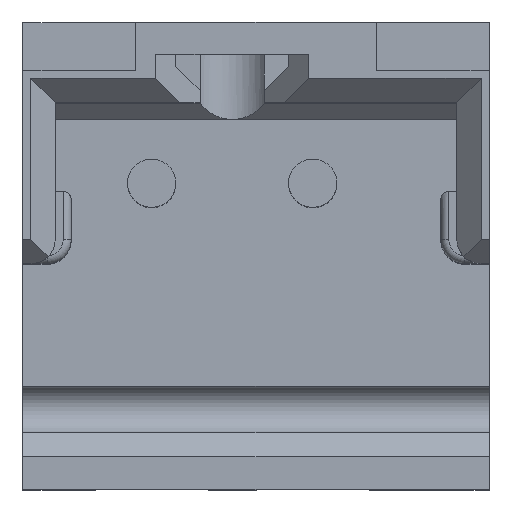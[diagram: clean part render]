
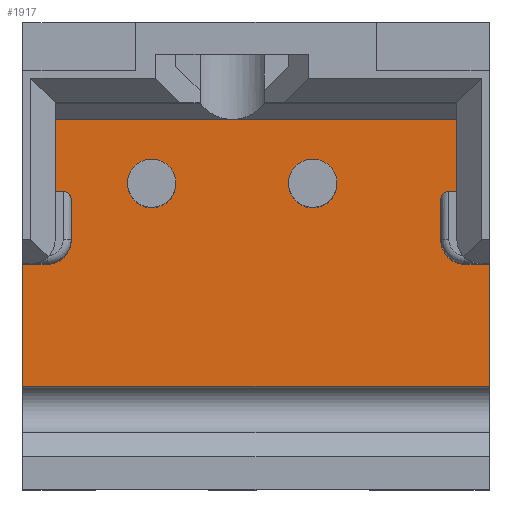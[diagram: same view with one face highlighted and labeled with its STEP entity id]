
A CAD part, top view. The second image highlights one B-rep face of the part: STEP entity #1917.
In plain terms, the highlighted planar face has unit normal (0, 0, 1).
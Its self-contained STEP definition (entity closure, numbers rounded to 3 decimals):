
#6=DIRECTION('',(0.,-1.,0.));
#7=VECTOR('',#6,1.517);
#8=CARTESIAN_POINT('',(-2.895,-1.,-5.1));
#9=LINE('',#8,#7);
#123=CARTESIAN_POINT('',(-2.395,-0.2,-5.1));
#124=DIRECTION('',(0.,0.,-1.));
#125=DIRECTION('',(0.,1.,0.));
#126=AXIS2_PLACEMENT_3D('',#123,#124,#125);
#429=DIRECTION('',(1.,0.,0.));
#430=VECTOR('',#429,2.2);
#431=CARTESIAN_POINT('',(-2.495,0.8,-5.1));
#432=LINE('',#431,#430);
#433=DIRECTION('',(1.,0.,0.));
#434=VECTOR('',#433,2.79);
#435=CARTESIAN_POINT('',(-0.295,0.8,-5.1));
#436=LINE('',#435,#434);
#437=DIRECTION('',(0.,-1.,0.));
#438=VECTOR('',#437,0.9);
#439=CARTESIAN_POINT('',(2.495,0.8,-5.1));
#440=LINE('',#439,#438);
#441=DIRECTION('',(-1.,0.,0.));
#442=VECTOR('',#441,0.1);
#443=CARTESIAN_POINT('',(2.495,-0.1,-5.1));
#444=LINE('',#443,#442);
#445=DIRECTION('',(0.,-1.,0.));
#446=VECTOR('',#445,0.5);
#447=CARTESIAN_POINT('',(2.295,-0.2,-5.1));
#448=LINE('',#447,#446);
#449=DIRECTION('',(0.,1.,0.));
#450=VECTOR('',#449,0.5);
#451=CARTESIAN_POINT('',(-2.295,-0.7,-5.1));
#452=LINE('',#451,#450);
#453=DIRECTION('',(-1.,0.,0.));
#454=VECTOR('',#453,0.1);
#455=CARTESIAN_POINT('',(-2.395,-0.1,-5.1));
#456=LINE('',#455,#454);
#457=DIRECTION('',(0.,-1.,0.));
#458=VECTOR('',#457,0.9);
#459=CARTESIAN_POINT('',(-2.495,0.8,-5.1));
#460=LINE('',#459,#458);
#461=CARTESIAN_POINT('',(-1.295,0.,-5.1));
#462=DIRECTION('',(0.,0.,1.));
#463=DIRECTION('',(0.,1.,0.));
#464=AXIS2_PLACEMENT_3D('',#461,#462,#463);
#466=CARTESIAN_POINT('',(-1.295,0.,-5.1));
#467=DIRECTION('',(0.,0.,1.));
#468=DIRECTION('',(0.,-1.,0.));
#469=AXIS2_PLACEMENT_3D('',#466,#467,#468);
#471=CARTESIAN_POINT('',(0.705,0.,-5.1));
#472=DIRECTION('',(0.,0.,1.));
#473=DIRECTION('',(0.,1.,0.));
#474=AXIS2_PLACEMENT_3D('',#471,#472,#473);
#476=CARTESIAN_POINT('',(0.705,0.,-5.1));
#477=DIRECTION('',(0.,0.,1.));
#478=DIRECTION('',(0.,-1.,0.));
#479=AXIS2_PLACEMENT_3D('',#476,#477,#478);
#518=DIRECTION('',(-1.,0.,0.));
#519=VECTOR('',#518,0.3);
#520=CARTESIAN_POINT('',(2.895,-1.,-5.1));
#521=LINE('',#520,#519);
#557=CARTESIAN_POINT('',(2.595,-0.7,-5.1));
#558=DIRECTION('',(0.,0.,-1.));
#559=DIRECTION('',(0.,-1.,0.));
#560=AXIS2_PLACEMENT_3D('',#557,#558,#559);
#574=CARTESIAN_POINT('',(2.395,-0.2,-5.1));
#575=DIRECTION('',(0.,0.,-1.));
#576=DIRECTION('',(-1.,0.,0.));
#577=AXIS2_PLACEMENT_3D('',#574,#575,#576);
#658=DIRECTION('',(0.,-1.,0.));
#659=VECTOR('',#658,1.517);
#660=CARTESIAN_POINT('',(2.895,-1.,-5.1));
#661=LINE('',#660,#659);
#958=DIRECTION('',(1.,0.,0.));
#959=VECTOR('',#958,5.79);
#960=CARTESIAN_POINT('',(-2.895,-2.517,-5.1));
#961=LINE('',#960,#959);
#986=DIRECTION('',(-1.,0.,0.));
#987=VECTOR('',#986,0.3);
#988=CARTESIAN_POINT('',(-2.595,-1.,-5.1));
#989=LINE('',#988,#987);
#1025=CARTESIAN_POINT('',(-2.595,-0.7,-5.1));
#1026=DIRECTION('',(0.,0.,-1.));
#1027=DIRECTION('',(1.,0.,0.));
#1028=AXIS2_PLACEMENT_3D('',#1025,#1026,#1027);
#1036=CARTESIAN_POINT('',(-2.895,-2.517,-5.1));
#1038=VERTEX_POINT('',#1036);
#1050=CARTESIAN_POINT('',(2.895,-2.517,-5.1));
#1052=VERTEX_POINT('',#1050);
#1059=CARTESIAN_POINT('',(-2.495,0.8,-5.1));
#1061=VERTEX_POINT('',#1059);
#1063=CARTESIAN_POINT('',(2.495,0.8,-5.1));
#1065=VERTEX_POINT('',#1063);
#1066=CARTESIAN_POINT('',(-2.895,-1.,-5.1));
#1067=VERTEX_POINT('',#1066);
#1068=CARTESIAN_POINT('',(2.895,-1.,-5.1));
#1069=VERTEX_POINT('',#1068);
#1146=CARTESIAN_POINT('',(-2.495,-0.1,-5.1));
#1148=VERTEX_POINT('',#1146);
#1150=CARTESIAN_POINT('',(2.495,-0.1,-5.1));
#1152=VERTEX_POINT('',#1150);
#1219=CARTESIAN_POINT('',(-2.595,-1.,-5.1));
#1220=VERTEX_POINT('',#1219);
#1221=CARTESIAN_POINT('',(2.595,-1.,-5.1));
#1222=VERTEX_POINT('',#1221);
#1223=CARTESIAN_POINT('',(-2.295,-0.7,-5.1));
#1224=VERTEX_POINT('',#1223);
#1225=CARTESIAN_POINT('',(2.295,-0.7,-5.1));
#1226=VERTEX_POINT('',#1225);
#1249=CARTESIAN_POINT('',(-1.295,0.3,-5.1));
#1250=CARTESIAN_POINT('',(-1.295,-0.3,-5.1));
#1251=VERTEX_POINT('',#1249);
#1252=VERTEX_POINT('',#1250);
#1281=CARTESIAN_POINT('',(0.705,0.3,-5.1));
#1282=CARTESIAN_POINT('',(0.705,-0.3,-5.1));
#1283=VERTEX_POINT('',#1281);
#1284=VERTEX_POINT('',#1282);
#1289=CARTESIAN_POINT('',(-0.295,0.8,-5.1));
#1290=VERTEX_POINT('',#1289);
#1318=CARTESIAN_POINT('',(2.295,-0.2,-5.1));
#1319=VERTEX_POINT('',#1318);
#1320=CARTESIAN_POINT('',(2.395,-0.1,-5.1));
#1321=VERTEX_POINT('',#1320);
#1325=CARTESIAN_POINT('',(-2.295,-0.2,-5.1));
#1326=VERTEX_POINT('',#1325);
#1327=CARTESIAN_POINT('',(-2.395,-0.1,-5.1));
#1328=VERTEX_POINT('',#1327);
#1871=CARTESIAN_POINT('',(-2.895,0.8,-5.1));
#1872=DIRECTION('',(0.,0.,1.));
#1873=DIRECTION('',(0.,-1.,0.));
#1874=AXIS2_PLACEMENT_3D('',#1871,#1872,#1873);
#1875=PLANE('',#1874);
#1876=ORIENTED_EDGE('',*,*,#1851,.T.);
#1877=ORIENTED_EDGE('',*,*,#1865,.T.);
#1879=ORIENTED_EDGE('',*,*,#1878,.T.);
#1881=ORIENTED_EDGE('',*,*,#1880,.T.);
#1883=ORIENTED_EDGE('',*,*,#1882,.F.);
#1885=ORIENTED_EDGE('',*,*,#1884,.T.);
#1887=ORIENTED_EDGE('',*,*,#1886,.F.);
#1889=ORIENTED_EDGE('',*,*,#1888,.F.);
#1891=ORIENTED_EDGE('',*,*,#1890,.T.);
#1893=ORIENTED_EDGE('',*,*,#1892,.F.);
#1894=ORIENTED_EDGE('',*,*,#1342,.F.);
#1896=ORIENTED_EDGE('',*,*,#1895,.F.);
#1898=ORIENTED_EDGE('',*,*,#1897,.F.);
#1899=ORIENTED_EDGE('',*,*,#1463,.T.);
#1900=ORIENTED_EDGE('',*,*,#1479,.F.);
#1901=ORIENTED_EDGE('',*,*,#1492,.T.);
#1902=ORIENTED_EDGE('',*,*,#1518,.F.);
#1903=EDGE_LOOP('',(#1876,#1877,#1879,#1881,#1883,#1885,#1887,#1889,#1891,#1893,
#1894,#1896,#1898,#1899,#1900,#1901,#1902));
#1904=FACE_OUTER_BOUND('',#1903,.F.);
#1906=ORIENTED_EDGE('',*,*,#1905,.T.);
#1908=ORIENTED_EDGE('',*,*,#1907,.T.);
#1909=EDGE_LOOP('',(#1906,#1908));
#1910=FACE_BOUND('',#1909,.F.);
#1912=ORIENTED_EDGE('',*,*,#1911,.T.);
#1914=ORIENTED_EDGE('',*,*,#1913,.T.);
#1915=EDGE_LOOP('',(#1912,#1914));
#1916=FACE_BOUND('',#1915,.F.);
#127=CIRCLE('',#126,0.1);
#465=CIRCLE('',#464,0.3);
#470=CIRCLE('',#469,0.3);
#475=CIRCLE('',#474,0.3);
#480=CIRCLE('',#479,0.3);
#561=CIRCLE('',#560,0.3);
#578=CIRCLE('',#577,0.1);
#1029=CIRCLE('',#1028,0.3);
#1342=EDGE_CURVE('',#1067,#1038,#9,.T.);
#1463=EDGE_CURVE('',#1224,#1326,#452,.T.);
#1479=EDGE_CURVE('',#1328,#1326,#127,.T.);
#1492=EDGE_CURVE('',#1328,#1148,#456,.T.);
#1518=EDGE_CURVE('',#1061,#1148,#460,.T.);
#1851=EDGE_CURVE('',#1061,#1290,#432,.T.);
#1865=EDGE_CURVE('',#1290,#1065,#436,.T.);
#1878=EDGE_CURVE('',#1065,#1152,#440,.T.);
#1880=EDGE_CURVE('',#1152,#1321,#444,.T.);
#1882=EDGE_CURVE('',#1319,#1321,#578,.T.);
#1884=EDGE_CURVE('',#1319,#1226,#448,.T.);
#1886=EDGE_CURVE('',#1222,#1226,#561,.T.);
#1888=EDGE_CURVE('',#1069,#1222,#521,.T.);
#1890=EDGE_CURVE('',#1069,#1052,#661,.T.);
#1892=EDGE_CURVE('',#1038,#1052,#961,.T.);
#1895=EDGE_CURVE('',#1220,#1067,#989,.T.);
#1897=EDGE_CURVE('',#1224,#1220,#1029,.T.);
#1905=EDGE_CURVE('',#1251,#1252,#465,.T.);
#1907=EDGE_CURVE('',#1252,#1251,#470,.T.);
#1911=EDGE_CURVE('',#1283,#1284,#475,.T.);
#1913=EDGE_CURVE('',#1284,#1283,#480,.T.);
#1917=ADVANCED_FACE('',(#1904,#1910,#1916),#1875,.T.);
